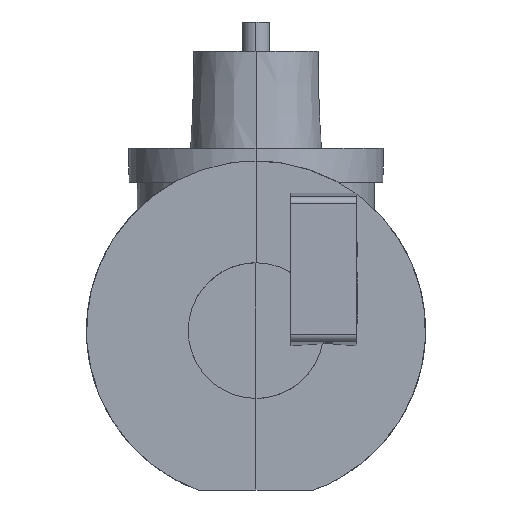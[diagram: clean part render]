
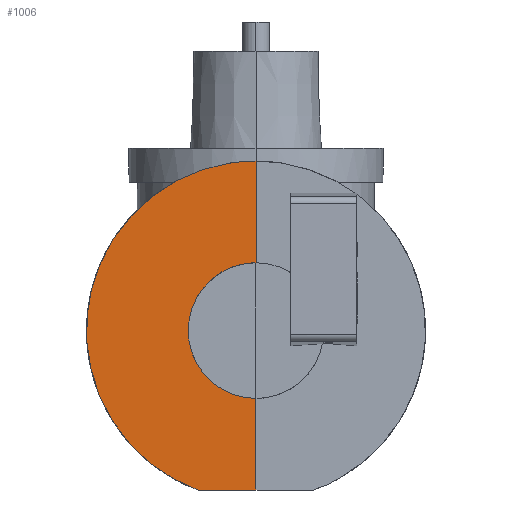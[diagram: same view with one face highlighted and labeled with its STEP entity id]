
A CAD part, left-side view. The second image highlights one B-rep face of the part: STEP entity #1006.
In plain terms, the highlighted planar face has unit normal (-1, 0, 0).
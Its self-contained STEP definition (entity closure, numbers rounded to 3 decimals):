
#777=CARTESIAN_POINT('Vertex',(-112.5,34.117,-94.)) ;
#801=CARTESIAN_POINT('Vertex',(-112.5,0.,-94.)) ;
#805=CARTESIAN_POINT('Control Point',(-112.5,34.117,-94.)) ;
#806=CARTESIAN_POINT('Control Point',(-112.5,0.,-94.)) ;
#838=CARTESIAN_POINT('Vertex',(-112.5,0.,40.)) ;
#842=CARTESIAN_POINT('Control Point',(-112.5,40.,0.)) ;
#843=CARTESIAN_POINT('Control Point',(-112.5,40.,6.283)) ;
#844=CARTESIAN_POINT('Control Point',(-112.5,38.766,12.566)) ;
#845=CARTESIAN_POINT('Control Point',(-112.5,36.298,18.526)) ;
#846=CARTESIAN_POINT('Control Point',(-112.5,29.157,29.157)) ;
#847=CARTESIAN_POINT('Control Point',(-112.5,18.526,36.298)) ;
#848=CARTESIAN_POINT('Control Point',(-112.5,12.566,38.766)) ;
#849=CARTESIAN_POINT('Control Point',(-112.5,6.283,40.)) ;
#850=CARTESIAN_POINT('Control Point',(-112.5,0.,40.)) ;
#851=CARTESIAN_POINT('Vertex',(-112.5,40.,0.)) ;
#873=CARTESIAN_POINT('Control Point',(-112.5,0.,-40.)) ;
#874=CARTESIAN_POINT('Control Point',(-112.5,6.283,-40.)) ;
#875=CARTESIAN_POINT('Control Point',(-112.5,12.566,-38.766)) ;
#876=CARTESIAN_POINT('Control Point',(-112.5,18.526,-36.298)) ;
#877=CARTESIAN_POINT('Control Point',(-112.5,29.157,-29.157)) ;
#878=CARTESIAN_POINT('Control Point',(-112.5,36.298,-18.526)) ;
#879=CARTESIAN_POINT('Control Point',(-112.5,38.766,-12.566)) ;
#880=CARTESIAN_POINT('Control Point',(-112.5,40.,-6.283)) ;
#881=CARTESIAN_POINT('Control Point',(-112.5,40.,0.)) ;
#882=CARTESIAN_POINT('Vertex',(-112.5,0.,-40.)) ;
#961=CARTESIAN_POINT('Control Point',(-112.5,0.,40.)) ;
#962=CARTESIAN_POINT('Control Point',(-112.5,0.,100.)) ;
#963=CARTESIAN_POINT('Vertex',(-112.5,0.,100.)) ;
#967=CARTESIAN_POINT('Control Point',(-112.5,0.,-94.)) ;
#968=CARTESIAN_POINT('Control Point',(-112.5,0.,-40.)) ;
#986=CARTESIAN_POINT('Axis2P3D Location',(-112.5,0.,0.)) ;
#992=CARTESIAN_POINT('Control Point',(-112.5,34.117,-94.)) ;
#993=CARTESIAN_POINT('Control Point',(-112.5,113.029,-65.359)) ;
#994=CARTESIAN_POINT('Control Point',(-112.5,98.489,17.321)) ;
#995=CARTESIAN_POINT('Control Point',(-112.5,83.948,100.)) ;
#996=CARTESIAN_POINT('Control Point',(-112.5,0.,100.)) ;
#987=DIRECTION('Axis2P3D Direction',(-1.,0.,0.)) ;
#988=DIRECTION('Axis2P3D XDirection',(0.,0.,1.)) ;
#989=AXIS2_PLACEMENT_3D('Plane Axis2P3D',#986,#987,#988) ;
#990=PLANE('',#989) ;
#807=EDGE_CURVE('',#778,#802,#804,.T.) ;
#853=EDGE_CURVE('',#852,#839,#841,.T.) ;
#884=EDGE_CURVE('',#883,#852,#872,.T.) ;
#965=EDGE_CURVE('',#839,#964,#960,.T.) ;
#969=EDGE_CURVE('',#802,#883,#966,.T.) ;
#997=EDGE_CURVE('',#778,#964,#991,.T.) ;
#999=ORIENTED_EDGE('',*,*,#965,.T.) ;
#1000=ORIENTED_EDGE('',*,*,#997,.F.) ;
#1001=ORIENTED_EDGE('',*,*,#807,.T.) ;
#1002=ORIENTED_EDGE('',*,*,#969,.T.) ;
#1003=ORIENTED_EDGE('',*,*,#884,.T.) ;
#1004=ORIENTED_EDGE('',*,*,#853,.T.) ;
#998=EDGE_LOOP('',(#999,#1000,#1001,#1002,#1003,#1004)) ;
#778=VERTEX_POINT('',#777) ;
#802=VERTEX_POINT('',#801) ;
#839=VERTEX_POINT('',#838) ;
#852=VERTEX_POINT('',#851) ;
#883=VERTEX_POINT('',#882) ;
#964=VERTEX_POINT('',#963) ;
#1006=ADVANCED_FACE('Solid1',(#1005),#990,.T.) ;
#804=B_SPLINE_CURVE_WITH_KNOTS('',1,(#805,#806),.UNSPECIFIED.,.F.,.U.,(2,2),(0.,34.117),.UNSPECIFIED.) ;
#841=B_SPLINE_CURVE_WITH_KNOTS('',5,(#842,#843,#844,#845,#846,#847,#848,#849,#850),.UNSPECIFIED.,.F.,.U.,(6,3,6),(0.,0.785,1.571),.UNSPECIFIED.) ;
#872=B_SPLINE_CURVE_WITH_KNOTS('',5,(#873,#874,#875,#876,#877,#878,#879,#880,#881),.UNSPECIFIED.,.F.,.U.,(6,3,6),(-1.571,-0.785,0.),.UNSPECIFIED.) ;
#960=B_SPLINE_CURVE_WITH_KNOTS('',1,(#961,#962),.UNSPECIFIED.,.F.,.U.,(2,2),(0.,60.),.UNSPECIFIED.) ;
#966=B_SPLINE_CURVE_WITH_KNOTS('',1,(#967,#968),.UNSPECIFIED.,.F.,.U.,(2,2),(0.,54.),.UNSPECIFIED.) ;
#1005=FACE_OUTER_BOUND('',#998,.T.) ;
#991=(BOUNDED_CURVE()B_SPLINE_CURVE(2,(#992,#993,#994,#995,#996),.UNSPECIFIED.,.F.,.U.)B_SPLINE_CURVE_WITH_KNOTS((3,2,3),(0.,167.897,335.793),.UNSPECIFIED.)CURVE()GEOMETRIC_REPRESENTATION_ITEM()RATIONAL_B_SPLINE_CURVE((1.,0.766,1.,0.766,1.))REPRESENTATION_ITEM('')) ;
